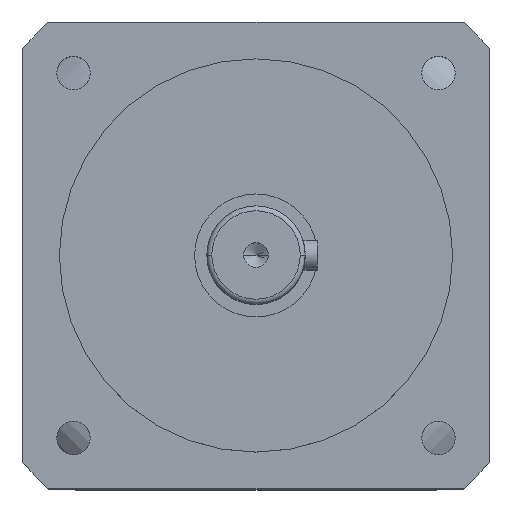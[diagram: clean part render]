
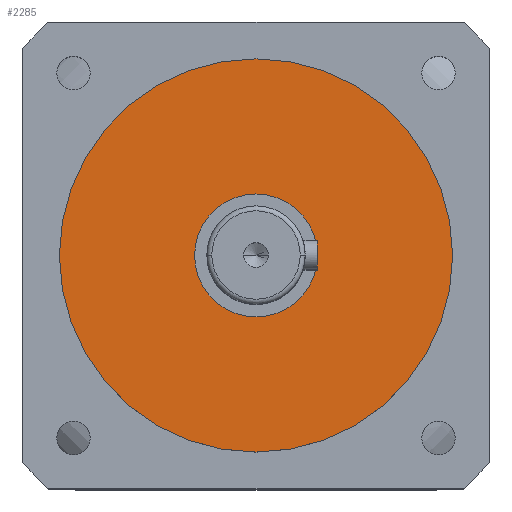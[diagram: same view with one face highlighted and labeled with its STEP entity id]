
A CAD part, top view. The second image highlights one B-rep face of the part: STEP entity #2285.
In plain terms, the highlighted planar face has unit normal (0, 0, 1).
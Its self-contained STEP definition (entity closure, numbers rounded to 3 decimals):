
#97 = DIRECTION ( 'NONE',  ( 0., 0., 1. ) ) ;
#211 = FACE_BOUND ( 'NONE', #4749, .T. ) ;
#822 = AXIS2_PLACEMENT_3D ( 'NONE', #4318, #1385, #6538 ) ;
#904 = DIRECTION ( 'NONE',  ( 0., 0., 1. ) ) ;
#1385 = DIRECTION ( 'NONE',  ( 0., 0., -1. ) ) ;
#1582 = EDGE_CURVE ( 'NONE', #6603, #6086, #6451, .T. ) ;
#1661 = CARTESIAN_POINT ( 'NONE',  ( -12.5, 0., -50. ) ) ;
#2285 = ADVANCED_FACE ( 'NONE', ( #211, #3903 ), #9437, .F. ) ;
#2303 = CIRCLE ( 'NONE', #8696, 40. ) ;
#2554 = ORIENTED_EDGE ( 'NONE', *, *, #6377, .F. ) ;
#2600 = DIRECTION ( 'NONE',  ( 0., 0., 1. ) ) ;
#2604 = CARTESIAN_POINT ( 'NONE',  ( 0., 0., -50. ) ) ;
#2713 = AXIS2_PLACEMENT_3D ( 'NONE', #7007, #2600, #7743 ) ;
#3333 = DIRECTION ( 'NONE',  ( 1., 0., 0. ) ) ;
#3460 = AXIS2_PLACEMENT_3D ( 'NONE', #2604, #7748, #3333 ) ;
#3619 = CARTESIAN_POINT ( 'NONE',  ( 40., 0., -50. ) ) ;
#3903 = FACE_OUTER_BOUND ( 'NONE', #6916, .T. ) ;
#4116 = CIRCLE ( 'NONE', #3460, 12.5 ) ;
#4253 = ORIENTED_EDGE ( 'NONE', *, *, #6718, .T. ) ;
#4318 = CARTESIAN_POINT ( 'NONE',  ( 0., 40., -50. ) ) ;
#4470 = ORIENTED_EDGE ( 'NONE', *, *, #4851, .F. ) ;
#4520 = CARTESIAN_POINT ( 'NONE',  ( 0., 0., -50. ) ) ;
#4749 = EDGE_LOOP ( 'NONE', ( #2554, #4470 ) ) ;
#4851 = EDGE_CURVE ( 'NONE', #6237, #5204, #7863, .T. ) ;
#5039 = CARTESIAN_POINT ( 'NONE',  ( 12.5, 0., -50. ) ) ;
#5204 = VERTEX_POINT ( 'NONE', #5039 ) ;
#5230 = CARTESIAN_POINT ( 'NONE',  ( -40., 0., -50. ) ) ;
#5246 = DIRECTION ( 'NONE',  ( 1., 0., 0. ) ) ;
#5318 = CARTESIAN_POINT ( 'NONE',  ( 0., 0., -50. ) ) ;
#6075 = DIRECTION ( 'NONE',  ( 1., 0., 0. ) ) ;
#6086 = VERTEX_POINT ( 'NONE', #5230 ) ;
#6237 = VERTEX_POINT ( 'NONE', #1661 ) ;
#6377 = EDGE_CURVE ( 'NONE', #5204, #6237, #4116, .T. ) ;
#6451 = CIRCLE ( 'NONE', #2713, 40. ) ;
#6538 = DIRECTION ( 'NONE',  ( -1., 0., 0. ) ) ;
#6603 = VERTEX_POINT ( 'NONE', #3619 ) ;
#6718 = EDGE_CURVE ( 'NONE', #6086, #6603, #2303, .T. ) ;
#6916 = EDGE_LOOP ( 'NONE', ( #7117, #4253 ) ) ;
#7007 = CARTESIAN_POINT ( 'NONE',  ( 0., 0., -50. ) ) ;
#7108 = AXIS2_PLACEMENT_3D ( 'NONE', #5318, #904, #6075 ) ;
#7117 = ORIENTED_EDGE ( 'NONE', *, *, #1582, .T. ) ;
#7743 = DIRECTION ( 'NONE',  ( 1., 0., 0. ) ) ;
#7748 = DIRECTION ( 'NONE',  ( 0., 0., 1. ) ) ;
#7863 = CIRCLE ( 'NONE', #7108, 12.5 ) ;
#8696 = AXIS2_PLACEMENT_3D ( 'NONE', #4520, #97, #5246 ) ;
#9437 = PLANE ( 'NONE',  #822 ) ;
